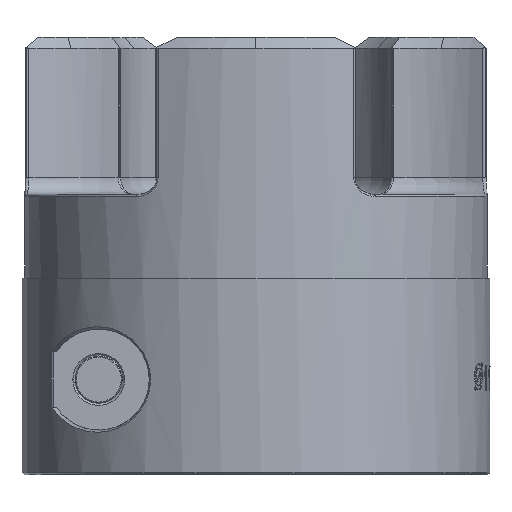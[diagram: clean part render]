
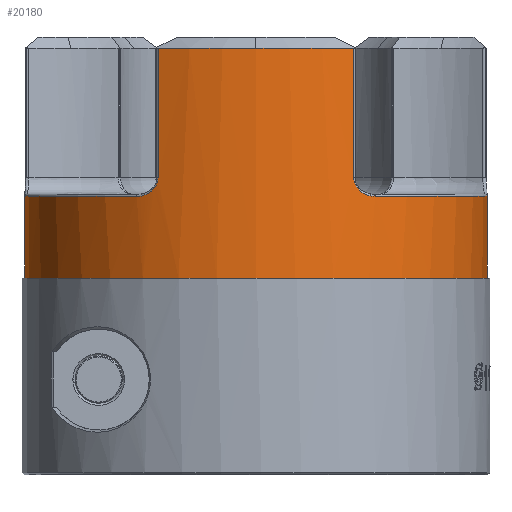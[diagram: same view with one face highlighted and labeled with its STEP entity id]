
A CAD part, front view. The second image highlights one B-rep face of the part: STEP entity #20180.
In plain terms, the highlighted cylindrical face has radius 20.6 mm (diameter 41.2 mm), a partial arc.
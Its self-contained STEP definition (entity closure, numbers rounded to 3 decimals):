
#7488=CARTESIAN_POINT('',(-20.586,-0.75,18.7));
#7489=VERTEX_POINT('',#7488);
#7496=CARTESIAN_POINT('',(-20.6,0.,18.7));
#7497=VERTEX_POINT('',#7496);
#7498=CARTESIAN_POINT('',(0.,0.,18.7));
#7499=DIRECTION('',(-0.,0.,-1.));
#7500=DIRECTION('',(1.,0.,0.));
#7501=AXIS2_PLACEMENT_3D('',#7498,#7499,#7500);
#7502=CIRCLE('',#7501,20.6);
#7503=EDGE_CURVE('',#7489,#7497,#7502,.T.);
#8284=CARTESIAN_POINT('',(-20.586,-0.75,17.5));
#8285=VERTEX_POINT('',#8284);
#8292=CARTESIAN_POINT('',(-20.586,-0.75,-12306.));
#8293=DIRECTION('',(0.,-0.,1.));
#8294=VECTOR('',#8293,24690.);
#8295=LINE('',#8292,#8294);
#8296=EDGE_CURVE('',#8285,#7489,#8295,.T.);
#8334=CARTESIAN_POINT('',(20.586,-0.75,17.5));
#8335=VERTEX_POINT('',#8334);
#8342=CARTESIAN_POINT('',(0.,0.,17.5));
#8343=DIRECTION('',(-0.,-0.,-1.));
#8344=DIRECTION('',(1.,0.,-0.));
#8345=AXIS2_PLACEMENT_3D('',#8342,#8343,#8344);
#8346=CIRCLE('',#8345,20.6);
#8347=EDGE_CURVE('',#8335,#8285,#8346,.T.);
#15846=CARTESIAN_POINT('',(-8.714,-18.666,26.5));
#15847=VERTEX_POINT('',#15846);
#15872=CARTESIAN_POINT('',(-10.617,-17.653,24.8));
#15873=VERTEX_POINT('',#15872);
#15884=CARTESIAN_POINT('',(-10.617,-17.653,24.8));
#15885=CARTESIAN_POINT('',(-10.239,-17.881,24.8));
#15886=CARTESIAN_POINT('',(-9.849,-18.097,24.905));
#15887=CARTESIAN_POINT('',(-9.509,-18.274,25.125));
#15888=CARTESIAN_POINT('',(-9.257,-18.405,25.288));
#15889=CARTESIAN_POINT('',(-9.033,-18.515,25.517));
#15890=CARTESIAN_POINT('',(-8.886,-18.585,25.801));
#15891=CARTESIAN_POINT('',(-8.777,-18.637,26.013));
#15892=CARTESIAN_POINT('',(-8.714,-18.666,26.256));
#15893=CARTESIAN_POINT('',(-8.714,-18.666,26.5));
#15894=B_SPLINE_CURVE_WITH_KNOTS('',3,(#15884,#15885,#15886,#15887,#15888,#15889,#15890,#15891,#15892,#15893),.UNSPECIFIED.,.F.,.F.,(4,3,3,4),(0.,0.436,0.759,1.),.UNSPECIFIED.);
#15895=EDGE_CURVE('',#15873,#15847,#15894,.T.);
#15905=CARTESIAN_POINT('',(-20.597,-0.368,24.8));
#15906=VERTEX_POINT('',#15905);
#15917=CARTESIAN_POINT('',(0.,0.,24.8));
#15918=DIRECTION('',(-0.,-0.,1.));
#15919=DIRECTION('',(1.,0.,0.));
#15920=AXIS2_PLACEMENT_3D('',#15917,#15918,#15919);
#15921=CIRCLE('',#15920,20.6);
#15922=EDGE_CURVE('',#15906,#15873,#15921,.T.);
#16632=CARTESIAN_POINT('',(-20.6,0.,24.825));
#16633=VERTEX_POINT('',#16632);
#16650=CARTESIAN_POINT('',(-20.522,1.786,26.5));
#16651=CARTESIAN_POINT('',(-20.522,1.786,26.32));
#16652=CARTESIAN_POINT('',(-20.526,1.748,26.14));
#16653=CARTESIAN_POINT('',(-20.531,1.679,25.974));
#16654=CARTESIAN_POINT('',(-20.54,1.574,25.716));
#16655=CARTESIAN_POINT('',(-20.554,1.396,25.491));
#16656=CARTESIAN_POINT('',(-20.566,1.18,25.315));
#16657=CARTESIAN_POINT('',(-20.57,1.12,25.266));
#16658=CARTESIAN_POINT('',(-20.573,1.056,25.221));
#16659=CARTESIAN_POINT('',(-20.576,0.991,25.179));
#16660=CARTESIAN_POINT('',(-20.595,0.59,24.922));
#16661=CARTESIAN_POINT('',(-20.605,0.108,24.8));
#16662=CARTESIAN_POINT('',(-20.597,-0.368,24.8));
#16663=B_SPLINE_CURVE_WITH_KNOTS('',3,(#16650,#16651,#16652,#16653,#16654,#16655,#16656,#16657,#16658,#16659,#16660,#16661,#16662),.UNSPECIFIED.,.F.,.F.,(4,3,3,3,4),(0.,0.178,0.453,0.53,1.),.UNSPECIFIED.);
#16664=EDGE_CURVE('',#16633,#15906,#16663,.T.);
#16735=CARTESIAN_POINT('',(-20.6,-0.,18.7));
#16736=DIRECTION('',(-0.,-0.,1.));
#16737=VECTOR('',#16736,6.125);
#16738=LINE('',#16735,#16737);
#16739=EDGE_CURVE('',#7497,#16633,#16738,.T.);
#16801=CARTESIAN_POINT('',(20.6,0.,24.825));
#16802=VERTEX_POINT('',#16801);
#16816=CARTESIAN_POINT('',(20.6,-0.,18.7));
#16817=VERTEX_POINT('',#16816);
#16818=CARTESIAN_POINT('',(20.6,-0.,18.7));
#16819=DIRECTION('',(0.,0.,1.));
#16820=VECTOR('',#16819,6.125);
#16821=LINE('',#16818,#16820);
#16822=EDGE_CURVE('',#16817,#16802,#16821,.T.);
#17734=CARTESIAN_POINT('',(20.597,-0.368,24.8));
#17735=VERTEX_POINT('',#17734);
#17746=CARTESIAN_POINT('',(20.597,-0.368,24.8));
#17747=CARTESIAN_POINT('',(20.599,-0.245,24.8));
#17748=CARTESIAN_POINT('',(20.6,-0.122,24.808));
#17749=CARTESIAN_POINT('',(20.6,0.,24.825));
#17750=B_SPLINE_CURVE_WITH_KNOTS('',3,(#17746,#17747,#17748,#17749),.UNSPECIFIED.,.F.,.F.,(4,4),(0.879,1.),.UNSPECIFIED.);
#17751=EDGE_CURVE('',#17735,#16802,#17750,.T.);
#17762=CARTESIAN_POINT('',(10.617,-17.653,24.8));
#17763=VERTEX_POINT('',#17762);
#17774=CARTESIAN_POINT('',(0.,0.,24.8));
#17775=DIRECTION('',(-0.,-0.,1.));
#17776=DIRECTION('',(1.,0.,0.));
#17777=AXIS2_PLACEMENT_3D('',#17774,#17775,#17776);
#17778=CIRCLE('',#17777,20.6);
#17779=EDGE_CURVE('',#17763,#17735,#17778,.T.);
#18494=CARTESIAN_POINT('',(8.714,-18.666,26.5));
#18495=VERTEX_POINT('',#18494);
#18506=CARTESIAN_POINT('',(8.714,-18.666,26.5));
#18507=CARTESIAN_POINT('',(8.714,-18.666,26.319));
#18508=CARTESIAN_POINT('',(8.75,-18.649,26.139));
#18509=CARTESIAN_POINT('',(8.812,-18.62,25.971));
#18510=CARTESIAN_POINT('',(8.908,-18.575,25.714));
#18511=CARTESIAN_POINT('',(9.07,-18.497,25.489));
#18512=CARTESIAN_POINT('',(9.263,-18.4,25.314));
#18513=CARTESIAN_POINT('',(9.316,-18.373,25.266));
#18514=CARTESIAN_POINT('',(9.371,-18.345,25.222));
#18515=CARTESIAN_POINT('',(9.428,-18.316,25.18));
#18516=CARTESIAN_POINT('',(9.785,-18.132,24.923));
#18517=CARTESIAN_POINT('',(10.208,-17.899,24.8));
#18518=CARTESIAN_POINT('',(10.617,-17.653,24.8));
#18519=B_SPLINE_CURVE_WITH_KNOTS('',3,(#18506,#18507,#18508,#18509,#18510,#18511,#18512,#18513,#18514,#18515,#18516,#18517,#18518),.UNSPECIFIED.,.F.,.F.,(4,3,3,3,4),(0.,0.179,0.454,0.529,1.),.UNSPECIFIED.);
#18520=EDGE_CURVE('',#18495,#17763,#18519,.T.);
#18673=CARTESIAN_POINT('',(-0.,-20.6,38.));
#18674=VERTEX_POINT('',#18673);
#18706=CARTESIAN_POINT('',(-8.714,-18.666,38.));
#18707=VERTEX_POINT('',#18706);
#18727=CARTESIAN_POINT('',(0.,0.,38.));
#18728=DIRECTION('',(0.,-0.,1.));
#18729=DIRECTION('',(1.,0.,0.));
#18730=AXIS2_PLACEMENT_3D('',#18727,#18728,#18729);
#18731=CIRCLE('',#18730,20.6);
#18732=EDGE_CURVE('',#18707,#18674,#18731,.T.);
#19432=CARTESIAN_POINT('',(20.586,-0.75,18.7));
#19433=VERTEX_POINT('',#19432);
#19440=CARTESIAN_POINT('',(20.586,-0.75,12384.));
#19441=DIRECTION('',(-0.,0.,-1.));
#19442=VECTOR('',#19441,24690.);
#19443=LINE('',#19440,#19442);
#19444=EDGE_CURVE('',#19433,#8335,#19443,.T.);
#19457=CARTESIAN_POINT('',(0.,0.,18.7));
#19458=DIRECTION('',(0.,0.,-1.));
#19459=DIRECTION('',(1.,0.,0.));
#19460=AXIS2_PLACEMENT_3D('',#19457,#19458,#19459);
#19461=CIRCLE('',#19460,20.6);
#19462=EDGE_CURVE('',#16817,#19433,#19461,.T.);
#19787=CARTESIAN_POINT('',(-8.714,-18.666,-12306.));
#19788=DIRECTION('',(-0.,-0.,1.));
#19789=VECTOR('',#19788,24690.);
#19790=LINE('',#19787,#19789);
#19791=EDGE_CURVE('',#15847,#18707,#19790,.T.);
#19827=CARTESIAN_POINT('',(8.714,-18.666,38.));
#19828=VERTEX_POINT('',#19827);
#19848=CARTESIAN_POINT('',(8.714,-18.666,12384.));
#19849=DIRECTION('',(0.,0.,-1.));
#19850=VECTOR('',#19849,24690.);
#19851=LINE('',#19848,#19850);
#19852=EDGE_CURVE('',#19828,#18495,#19851,.T.);
#19878=CARTESIAN_POINT('',(0.,0.,38.));
#19879=DIRECTION('',(0.,-0.,1.));
#19880=DIRECTION('',(1.,0.,0.));
#19881=AXIS2_PLACEMENT_3D('',#19878,#19879,#19880);
#19882=CIRCLE('',#19881,20.6);
#19883=EDGE_CURVE('',#18674,#19828,#19882,.T.);
#20156=CARTESIAN_POINT('',(0.,0.,39.));
#20157=DIRECTION('',(0.,0.,-1.));
#20158=DIRECTION('',(1.,0.,0.));
#20159=AXIS2_PLACEMENT_3D('',#20156,#20157,#20158);
#20160=CYLINDRICAL_SURFACE('',#20159,20.6);
#20161=ORIENTED_EDGE('',*,*,#16739,.F.);
#20162=ORIENTED_EDGE('',*,*,#7503,.F.);
#20163=ORIENTED_EDGE('',*,*,#8296,.F.);
#20164=ORIENTED_EDGE('',*,*,#8347,.F.);
#20165=ORIENTED_EDGE('',*,*,#19444,.F.);
#20166=ORIENTED_EDGE('',*,*,#19462,.F.);
#20167=ORIENTED_EDGE('',*,*,#16822,.T.);
#20168=ORIENTED_EDGE('',*,*,#17751,.F.);
#20169=ORIENTED_EDGE('',*,*,#17779,.F.);
#20170=ORIENTED_EDGE('',*,*,#18520,.F.);
#20171=ORIENTED_EDGE('',*,*,#19852,.F.);
#20172=ORIENTED_EDGE('',*,*,#19883,.F.);
#20173=ORIENTED_EDGE('',*,*,#18732,.F.);
#20174=ORIENTED_EDGE('',*,*,#19791,.F.);
#20175=ORIENTED_EDGE('',*,*,#15895,.F.);
#20176=ORIENTED_EDGE('',*,*,#15922,.F.);
#20177=ORIENTED_EDGE('',*,*,#16664,.F.);
#20178=EDGE_LOOP('',(#20161,#20162,#20163,#20164,#20165,#20166,#20167,#20168,#20169,#20170,#20171,#20172,#20173,#20174,#20175,#20176,#20177));
#20179=FACE_BOUND('',#20178,.T.);
#20180=ADVANCED_FACE('',(#20179),#20160,.T.);
